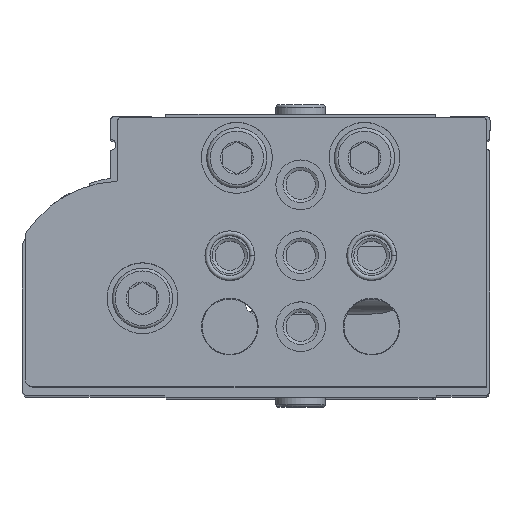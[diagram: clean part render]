
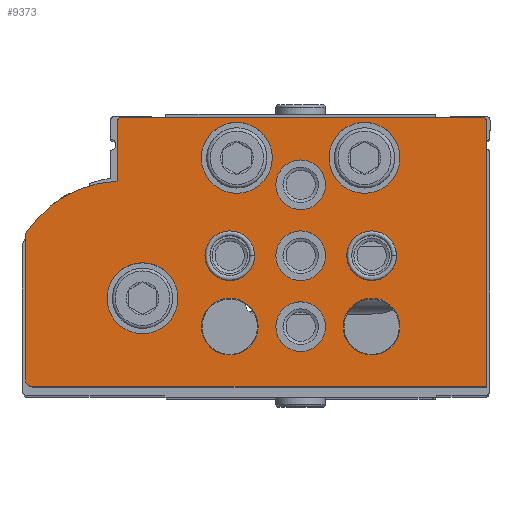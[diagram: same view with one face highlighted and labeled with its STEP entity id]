
A CAD part, top view. The second image highlights one B-rep face of the part: STEP entity #9373.
In plain terms, the highlighted face is planar.
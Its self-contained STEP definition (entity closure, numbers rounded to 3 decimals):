
#936=LINE('',#15693,#1649);
#938=LINE('',#15697,#1651);
#941=LINE('',#15705,#1654);
#946=LINE('',#15721,#1659);
#949=LINE('',#15729,#1662);
#1649=VECTOR('',#12779,1000.);
#1651=VECTOR('',#12783,1000.);
#1654=VECTOR('',#12792,1000.);
#1659=VECTOR('',#12811,1000.);
#1662=VECTOR('',#12820,1000.);
#3577=ORIENTED_EDGE('',*,*,#5236,.T.);
#3578=ORIENTED_EDGE('',*,*,#5237,.T.);
#3579=ORIENTED_EDGE('',*,*,#5238,.T.);
#3580=ORIENTED_EDGE('',*,*,#5239,.T.);
#3581=ORIENTED_EDGE('',*,*,#5240,.T.);
#3582=ORIENTED_EDGE('',*,*,#5241,.T.);
#3583=ORIENTED_EDGE('',*,*,#5242,.T.);
#3584=ORIENTED_EDGE('',*,*,#5243,.T.);
#3585=ORIENTED_EDGE('',*,*,#5244,.T.);
#3586=ORIENTED_EDGE('',*,*,#5245,.T.);
#3587=ORIENTED_EDGE('',*,*,#5213,.F.);
#3588=ORIENTED_EDGE('',*,*,#5234,.F.);
#3589=ORIENTED_EDGE('',*,*,#5232,.F.);
#3590=ORIENTED_EDGE('',*,*,#5230,.F.);
#3591=ORIENTED_EDGE('',*,*,#5228,.T.);
#3592=ORIENTED_EDGE('',*,*,#5226,.F.);
#3593=ORIENTED_EDGE('',*,*,#5224,.F.);
#3594=ORIENTED_EDGE('',*,*,#5222,.F.);
#3595=ORIENTED_EDGE('',*,*,#5220,.F.);
#3596=ORIENTED_EDGE('',*,*,#5218,.F.);
#3597=ORIENTED_EDGE('',*,*,#5216,.F.);
#5213=EDGE_CURVE('',#6230,#6231,#6820,.T.);
#5216=EDGE_CURVE('',#6231,#6232,#936,.T.);
#5218=EDGE_CURVE('',#6232,#6233,#938,.T.);
#5220=EDGE_CURVE('',#6233,#6234,#6821,.T.);
#5222=EDGE_CURVE('',#6234,#6235,#941,.T.);
#5224=EDGE_CURVE('',#6235,#6236,#6822,.T.);
#5226=EDGE_CURVE('',#6236,#6237,#6823,.T.);
#5228=EDGE_CURVE('',#6238,#6237,#6824,.T.);
#5230=EDGE_CURVE('',#6238,#6239,#946,.T.);
#5232=EDGE_CURVE('',#6239,#6240,#6825,.T.);
#5234=EDGE_CURVE('',#6240,#6230,#949,.T.);
#5236=EDGE_CURVE('',#6241,#6241,#6826,.T.);
#5237=EDGE_CURVE('',#6242,#6242,#6827,.T.);
#5238=EDGE_CURVE('',#6243,#6243,#6828,.T.);
#5239=EDGE_CURVE('',#6244,#6244,#6829,.T.);
#5240=EDGE_CURVE('',#6245,#6245,#6830,.T.);
#5241=EDGE_CURVE('',#6246,#6246,#6831,.T.);
#5242=EDGE_CURVE('',#6247,#6247,#6832,.T.);
#5243=EDGE_CURVE('',#6248,#6248,#6833,.T.);
#5244=EDGE_CURVE('',#6249,#6249,#6834,.T.);
#5245=EDGE_CURVE('',#6250,#6250,#6835,.T.);
#6230=VERTEX_POINT('',#15688);
#6231=VERTEX_POINT('',#15689);
#6232=VERTEX_POINT('',#15694);
#6233=VERTEX_POINT('',#15698);
#6234=VERTEX_POINT('',#15702);
#6235=VERTEX_POINT('',#15706);
#6236=VERTEX_POINT('',#15710);
#6237=VERTEX_POINT('',#15714);
#6238=VERTEX_POINT('',#15718);
#6239=VERTEX_POINT('',#15722);
#6240=VERTEX_POINT('',#15726);
#6241=VERTEX_POINT('',#15733);
#6242=VERTEX_POINT('',#15735);
#6243=VERTEX_POINT('',#15737);
#6244=VERTEX_POINT('',#15739);
#6245=VERTEX_POINT('',#15741);
#6246=VERTEX_POINT('',#15743);
#6247=VERTEX_POINT('',#15745);
#6248=VERTEX_POINT('',#15747);
#6249=VERTEX_POINT('',#15749);
#6250=VERTEX_POINT('',#15751);
#6820=CIRCLE('',#10495,0.5);
#6821=CIRCLE('',#10499,1.);
#6822=CIRCLE('',#10502,1.);
#6823=CIRCLE('',#10504,16.);
#6824=CIRCLE('',#10506,0.3);
#6825=CIRCLE('',#10509,0.5);
#6826=CIRCLE('',#10512,5.);
#6827=CIRCLE('',#10513,5.);
#6828=CIRCLE('',#10514,5.);
#6829=CIRCLE('',#10515,3.5);
#6830=CIRCLE('',#10516,3.5);
#6831=CIRCLE('',#10517,3.5);
#6832=CIRCLE('',#10518,3.5);
#6833=CIRCLE('',#10519,3.5);
#6834=CIRCLE('',#10520,4.);
#6835=CIRCLE('',#10521,4.);
#7489=EDGE_LOOP('',(#3577));
#7490=EDGE_LOOP('',(#3578));
#7491=EDGE_LOOP('',(#3579));
#7492=EDGE_LOOP('',(#3580));
#7493=EDGE_LOOP('',(#3581));
#7494=EDGE_LOOP('',(#3582));
#7495=EDGE_LOOP('',(#3583));
#7496=EDGE_LOOP('',(#3584));
#7497=EDGE_LOOP('',(#3585));
#7498=EDGE_LOOP('',(#3586));
#7499=EDGE_LOOP('',(#3587,#3588,#3589,#3590,#3591,#3592,#3593,#3594,#3595,
#3596,#3597));
#8356=FACE_BOUND('',#7489,.T.);
#8357=FACE_BOUND('',#7490,.T.);
#8358=FACE_BOUND('',#7491,.T.);
#8359=FACE_BOUND('',#7492,.T.);
#8360=FACE_BOUND('',#7493,.T.);
#8361=FACE_BOUND('',#7494,.T.);
#8362=FACE_BOUND('',#7495,.T.);
#8363=FACE_BOUND('',#7496,.T.);
#8364=FACE_BOUND('',#7497,.T.);
#8365=FACE_BOUND('',#7498,.T.);
#8366=FACE_BOUND('',#7499,.T.);
#8889=PLANE('',#10511);
#9373=ADVANCED_FACE('',(#8356,#8357,#8358,#8359,#8360,#8361,#8362,#8363,
#8364,#8365,#8366),#8889,.F.);
#10495=AXIS2_PLACEMENT_3D('',#15687,#12773,#12774);
#10499=AXIS2_PLACEMENT_3D('',#15701,#12787,#12788);
#10502=AXIS2_PLACEMENT_3D('',#15709,#12796,#12797);
#10504=AXIS2_PLACEMENT_3D('',#15713,#12801,#12802);
#10506=AXIS2_PLACEMENT_3D('',#15717,#12806,#12807);
#10509=AXIS2_PLACEMENT_3D('',#15725,#12815,#12816);
#10511=AXIS2_PLACEMENT_3D('',#15731,#12822,#12823);
#10512=AXIS2_PLACEMENT_3D('',#15732,#12824,#12825);
#10513=AXIS2_PLACEMENT_3D('',#15734,#12826,#12827);
#10514=AXIS2_PLACEMENT_3D('',#15736,#12828,#12829);
#10515=AXIS2_PLACEMENT_3D('',#15738,#12830,#12831);
#10516=AXIS2_PLACEMENT_3D('',#15740,#12832,#12833);
#10517=AXIS2_PLACEMENT_3D('',#15742,#12834,#12835);
#10518=AXIS2_PLACEMENT_3D('',#15744,#12836,#12837);
#10519=AXIS2_PLACEMENT_3D('',#15746,#12838,#12839);
#10520=AXIS2_PLACEMENT_3D('',#15748,#12840,#12841);
#10521=AXIS2_PLACEMENT_3D('',#15750,#12842,#12843);
#12773=DIRECTION('',(0.,0.,1.));
#12774=DIRECTION('',(1.,0.,0.));
#12779=DIRECTION('',(0.,-1.,0.));
#12783=DIRECTION('',(1.,0.,0.));
#12787=DIRECTION('',(0.,0.,1.));
#12788=DIRECTION('',(1.,0.,0.));
#12792=DIRECTION('',(0.,1.,0.));
#12796=DIRECTION('',(0.,0.,1.));
#12797=DIRECTION('',(1.,0.,0.));
#12801=DIRECTION('',(0.,0.,1.));
#12802=DIRECTION('',(1.,0.,0.));
#12806=DIRECTION('',(0.,0.,1.));
#12807=DIRECTION('',(1.,0.,0.));
#12811=DIRECTION('',(0.,1.,0.));
#12815=DIRECTION('',(0.,0.,1.));
#12816=DIRECTION('',(1.,0.,0.));
#12820=DIRECTION('',(-1.,0.,0.));
#12822=DIRECTION('',(0.,0.,1.));
#12823=DIRECTION('',(1.,0.,0.));
#12824=DIRECTION('',(0.,0.,1.));
#12825=DIRECTION('',(1.,0.,0.));
#12826=DIRECTION('',(0.,0.,1.));
#12827=DIRECTION('',(1.,0.,0.));
#12828=DIRECTION('',(0.,0.,1.));
#12829=DIRECTION('',(1.,0.,0.));
#12830=DIRECTION('',(0.,0.,1.));
#12831=DIRECTION('',(1.,0.,0.));
#12832=DIRECTION('',(0.,0.,1.));
#12833=DIRECTION('',(1.,0.,0.));
#12834=DIRECTION('',(0.,0.,1.));
#12835=DIRECTION('',(1.,0.,0.));
#12836=DIRECTION('',(0.,0.,1.));
#12837=DIRECTION('',(1.,0.,0.));
#12838=DIRECTION('',(0.,0.,1.));
#12839=DIRECTION('',(1.,0.,0.));
#12840=DIRECTION('',(0.,0.,1.));
#12841=DIRECTION('',(1.,0.,0.));
#12842=DIRECTION('',(0.,0.,1.));
#12843=DIRECTION('',(1.,0.,0.));
#15687=CARTESIAN_POINT('',(0.5,37.5,0.));
#15688=CARTESIAN_POINT('',(0.5,38.,0.));
#15689=CARTESIAN_POINT('',(0.,37.5,0.));
#15693=CARTESIAN_POINT('',(0.,37.5,0.));
#15694=CARTESIAN_POINT('',(0.,0.,0.));
#15697=CARTESIAN_POINT('',(0.,0.,0.));
#15698=CARTESIAN_POINT('',(64.,0.,0.));
#15701=CARTESIAN_POINT('',(64.,1.,0.));
#15702=CARTESIAN_POINT('',(65.,1.,0.));
#15705=CARTESIAN_POINT('',(65.,1.,0.));
#15706=CARTESIAN_POINT('',(65.,21.292,0.));
#15709=CARTESIAN_POINT('',(64.,21.292,0.));
#15710=CARTESIAN_POINT('',(64.833,21.844,0.));
#15713=CARTESIAN_POINT('',(51.5,13.,0.));
#15714=CARTESIAN_POINT('',(52.285,28.981,0.));
#15717=CARTESIAN_POINT('',(52.3,29.28,0.));
#15718=CARTESIAN_POINT('',(52.,29.28,0.));
#15721=CARTESIAN_POINT('',(52.,29.28,0.));
#15722=CARTESIAN_POINT('',(52.,37.5,0.));
#15725=CARTESIAN_POINT('',(51.5,37.5,0.));
#15726=CARTESIAN_POINT('',(51.5,38.,0.));
#15729=CARTESIAN_POINT('',(51.5,38.,0.));
#15731=CARTESIAN_POINT('',(0.5,37.5,0.));
#15732=CARTESIAN_POINT('',(48.5,12.5,0.));
#15733=CARTESIAN_POINT('',(53.5,12.5,0.));
#15734=CARTESIAN_POINT('',(35.2,32.3,0.));
#15735=CARTESIAN_POINT('',(40.2,32.3,0.));
#15736=CARTESIAN_POINT('',(17.2,32.3,0.));
#15737=CARTESIAN_POINT('',(22.2,32.3,0.));
#15738=CARTESIAN_POINT('',(26.2,28.5,0.));
#15739=CARTESIAN_POINT('',(29.7,28.5,0.));
#15740=CARTESIAN_POINT('',(36.2,18.5,0.));
#15741=CARTESIAN_POINT('',(39.7,18.5,0.));
#15742=CARTESIAN_POINT('',(26.2,18.5,0.));
#15743=CARTESIAN_POINT('',(29.7,18.5,0.));
#15744=CARTESIAN_POINT('',(16.2,18.5,0.));
#15745=CARTESIAN_POINT('',(19.7,18.5,0.));
#15746=CARTESIAN_POINT('',(26.2,8.5,0.));
#15747=CARTESIAN_POINT('',(29.7,8.5,0.));
#15748=CARTESIAN_POINT('',(36.2,8.5,0.));
#15749=CARTESIAN_POINT('',(40.2,8.5,0.));
#15750=CARTESIAN_POINT('',(16.2,8.5,0.));
#15751=CARTESIAN_POINT('',(20.2,8.5,0.));
